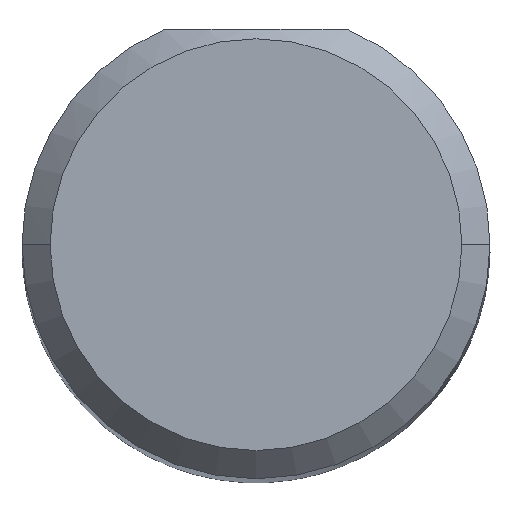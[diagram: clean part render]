
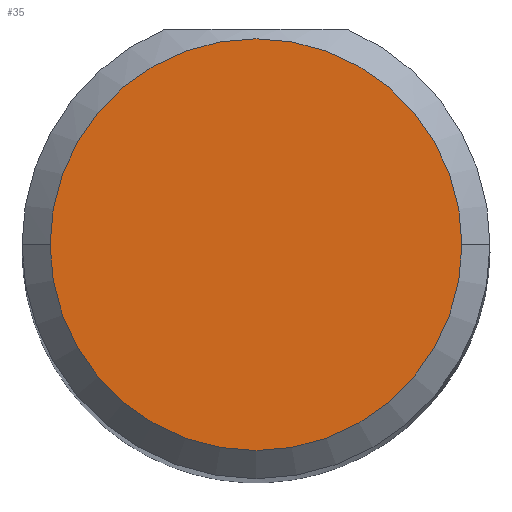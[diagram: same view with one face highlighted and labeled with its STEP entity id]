
A CAD part, top view. The second image highlights one B-rep face of the part: STEP entity #35.
In plain terms, the highlighted planar face has unit normal (0, 0, 1).
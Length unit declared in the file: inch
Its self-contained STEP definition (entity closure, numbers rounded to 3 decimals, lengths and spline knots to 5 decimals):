
#10 = DIRECTION ( 'NONE',  ( 0., 0., 1. ) ) ;
#27 = CARTESIAN_POINT ( 'NONE',  ( 0., 0., 2.5 ) ) ;
#35 = ADVANCED_FACE ( 'NONE', ( #481 ), #356, .T. ) ;
#49 = DIRECTION ( 'NONE',  ( 1., 0., 0. ) ) ;
#64 = CARTESIAN_POINT ( 'NONE',  ( 0.11, 0., 2.5 ) ) ;
#81 = AXIS2_PLACEMENT_3D ( 'NONE', #27, #552, #510 ) ;
#92 = EDGE_LOOP ( 'NONE', ( #517, #318 ) ) ;
#126 = DIRECTION ( 'NONE',  ( 0., 0., 1. ) ) ;
#131 = AXIS2_PLACEMENT_3D ( 'NONE', #191, #10, #543 ) ;
#191 = CARTESIAN_POINT ( 'NONE',  ( 0., 0., 2.5 ) ) ;
#223 = CARTESIAN_POINT ( 'NONE',  ( 0., 0., 2.5 ) ) ;
#224 = CARTESIAN_POINT ( 'NONE',  ( -0.11, 0., 2.5 ) ) ;
#252 = EDGE_CURVE ( 'NONE', #489, #321, #399, .T. ) ;
#318 = ORIENTED_EDGE ( 'NONE', *, *, #252, .T. ) ;
#321 = VERTEX_POINT ( 'NONE', #224 ) ;
#356 = PLANE ( 'NONE',  #445 ) ;
#368 = CIRCLE ( 'NONE', #131, 0.11 ) ;
#399 = CIRCLE ( 'NONE', #81, 0.11 ) ;
#445 = AXIS2_PLACEMENT_3D ( 'NONE', #223, #126, #49 ) ;
#481 = FACE_OUTER_BOUND ( 'NONE', #92, .T. ) ;
#489 = VERTEX_POINT ( 'NONE', #64 ) ;
#510 = DIRECTION ( 'NONE',  ( 1., 0., 0. ) ) ;
#517 = ORIENTED_EDGE ( 'NONE', *, *, #520, .T. ) ;
#520 = EDGE_CURVE ( 'NONE', #321, #489, #368, .T. ) ;
#543 = DIRECTION ( 'NONE',  ( 1., 0., 0. ) ) ;
#552 = DIRECTION ( 'NONE',  ( 0., 0., 1. ) ) ;
